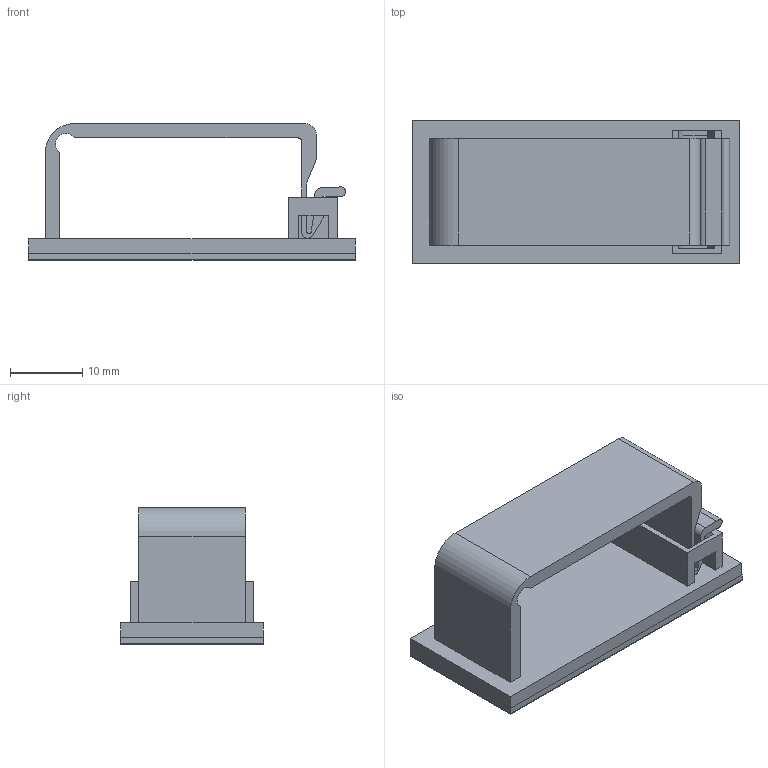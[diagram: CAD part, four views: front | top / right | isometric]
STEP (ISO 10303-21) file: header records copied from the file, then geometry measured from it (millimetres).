
FILE_DESCRIPTION(/* description */ ('Unknown'),/* implementation_level */ '2;1');
FILE_NAME(/* name */ '524252000',/* time_stamp */ '2018-10-15T15:52:21+02:00',/* author */ ('Unknown'),/* organization */ ('Unknown'),/* preprocessor_version */ 'ST-DEVELOPER v16.7',/* originating_system */ 'DEX',/* authorisation */ $);
FILE_SCHEMA (('AUTOMOTIVE_DESIGN {1 0 10303 214 3 1 1}'));
Length unit declared in the file: millimetre
Products named in the file (4): 524252000; Adhesive_tape; Release_tape
Assembly tree (3 placements, depth 2):
  524252000
    524252000
    Adhesive_tape
    Release_tape
Bounding box: 45.4 x 19.8 x 19 mm (x, y, z)
Volume: 4796 mm3; surface area: 8719.2 mm2
Topology: 3 solids, 3 shells, 60 faces, 162 edges, 108 vertices
Faces by surface type: plane 49, cylinder 11
Entity records: 1975 total; most frequent: CARTESIAN_POINT 334, ORIENTED_EDGE 324, DIRECTION 312, EDGE_CURVE 162, LINE 140, VECTOR 140, VERTEX_POINT 108, AXIS2_PLACEMENT_3D 86
